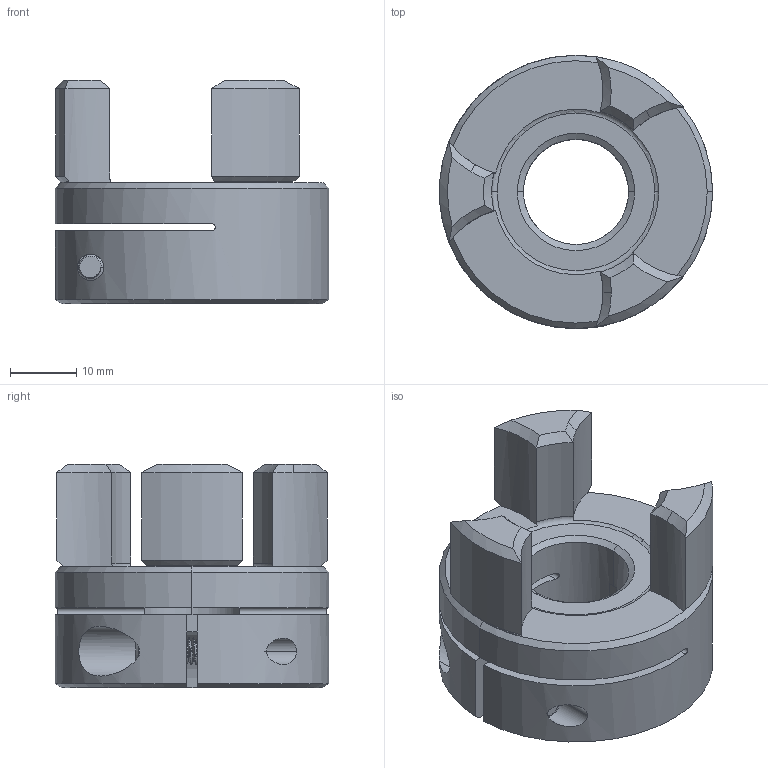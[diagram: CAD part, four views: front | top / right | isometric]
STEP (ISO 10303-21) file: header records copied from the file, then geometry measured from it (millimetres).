
FILE_DESCRIPTION (( 'STEP AP203' ), '1' );
FILE_NAME ('9845T403.STEP', '2019-09-12T15:15:10', ( '' ), ( '' ), 'SwSTEP 2.0', 'SolidWorks 2014', '' );
FILE_SCHEMA (( 'CONFIG_CONTROL_DESIGN' ));
Length unit declared in the file: inch
Products named in the file (1): 9845T403
Bounding box: 41.27 x 41.27 x 33.72 mm (x, y, z)
Volume: 22722.3 mm3; surface area: 9504.5 mm2
Topology: 2 solids, 2 shells, 146 faces, 375 edges, 235 vertices
Faces by surface type: cylinder 72, cone 40, plane 29, bspline 3, torus 2
Entity records: 7157 total; most frequent: CARTESIAN_POINT 3790, ORIENTED_EDGE 750, DIRECTION 647, EDGE_CURVE 375, AXIS2_PLACEMENT_3D 262, VERTEX_POINT 235, EDGE_LOOP 154, ADVANCED_FACE 146
